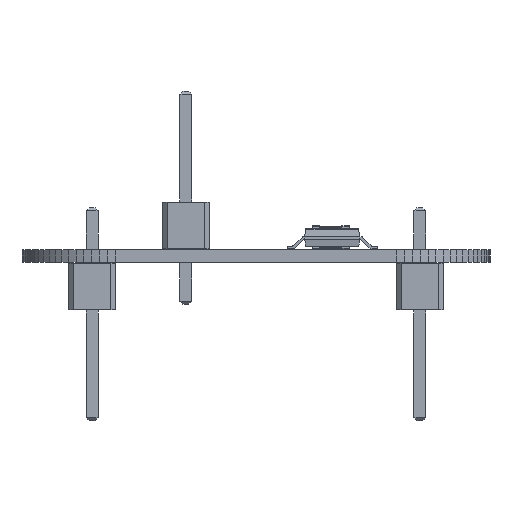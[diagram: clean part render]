
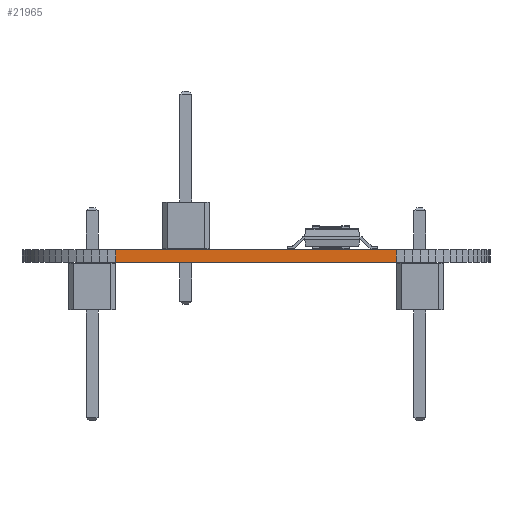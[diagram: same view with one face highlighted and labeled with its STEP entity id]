
A CAD part, front view. The second image highlights one B-rep face of the part: STEP entity #21965.
In plain terms, the highlighted planar face has unit normal (0, -1, 0).
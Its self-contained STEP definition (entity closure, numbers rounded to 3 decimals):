
#15579 = PLANE('',#15580);
#15580 = AXIS2_PLACEMENT_3D('',#15581,#15582,#15583);
#15581 = CARTESIAN_POINT('',(8.89,-2.54,0.68));
#15582 = DIRECTION('',(-0.,-0.,-1.));
#15583 = DIRECTION('',(-1.,0.,0.));
#15633 = PLANE('',#15634);
#15634 = AXIS2_PLACEMENT_3D('',#15635,#15636,#15637);
#15635 = CARTESIAN_POINT('',(8.89,-2.54,0.));
#15636 = DIRECTION('',(-0.,-0.,-1.));
#15637 = DIRECTION('',(-1.,0.,0.));
#16722 = VERTEX_POINT('',#16723);
#16723 = CARTESIAN_POINT('',(16.51,-10.16,0.));
#16737 = PLANE('',#16738);
#16738 = AXIS2_PLACEMENT_3D('',#16739,#16740,#16741);
#16739 = CARTESIAN_POINT('',(16.953,-10.141,0.));
#16740 = DIRECTION('',(0.044,-0.999,0.));
#16741 = DIRECTION('',(-0.999,-0.044,0.));
#16749 = EDGE_CURVE('',#16722,#16750,#16752,.T.);
#16750 = VERTEX_POINT('',#16751);
#16751 = CARTESIAN_POINT('',(1.27,-10.16,0.));
#16752 = SURFACE_CURVE('',#16753,(#16757,#16764),.PCURVE_S1.);
#16753 = LINE('',#16754,#16755);
#16754 = CARTESIAN_POINT('',(16.51,-10.16,0.));
#16755 = VECTOR('',#16756,1.);
#16756 = DIRECTION('',(-1.,0.,0.));
#16757 = PCURVE('',#15633,#16758);
#16758 = DEFINITIONAL_REPRESENTATION('',(#16759),#16763);
#16759 = LINE('',#16760,#16761);
#16760 = CARTESIAN_POINT('',(-7.62,-7.62));
#16761 = VECTOR('',#16762,1.);
#16762 = DIRECTION('',(1.,0.));
#16763 = ( GEOMETRIC_REPRESENTATION_CONTEXT(2) 
PARAMETRIC_REPRESENTATION_CONTEXT() REPRESENTATION_CONTEXT('2D SPACE',''
  ) );
#16764 = PCURVE('',#16765,#16770);
#16765 = PLANE('',#16766);
#16766 = AXIS2_PLACEMENT_3D('',#16767,#16768,#16769);
#16767 = CARTESIAN_POINT('',(16.51,-10.16,0.));
#16768 = DIRECTION('',(0.,-1.,0.));
#16769 = DIRECTION('',(-1.,0.,0.));
#16770 = DEFINITIONAL_REPRESENTATION('',(#16771),#16775);
#16771 = LINE('',#16772,#16773);
#16772 = CARTESIAN_POINT('',(0.,0.));
#16773 = VECTOR('',#16774,1.);
#16774 = DIRECTION('',(1.,0.));
#16775 = ( GEOMETRIC_REPRESENTATION_CONTEXT(2) 
PARAMETRIC_REPRESENTATION_CONTEXT() REPRESENTATION_CONTEXT('2D SPACE',''
  ) );
#16793 = PLANE('',#16794);
#16794 = AXIS2_PLACEMENT_3D('',#16795,#16796,#16797);
#16795 = CARTESIAN_POINT('',(1.27,-10.16,0.));
#16796 = DIRECTION('',(-0.044,-0.999,0.));
#16797 = DIRECTION('',(-0.999,0.044,0.));
#18915 = VERTEX_POINT('',#18916);
#18916 = CARTESIAN_POINT('',(16.51,-10.16,0.68));
#18937 = EDGE_CURVE('',#18915,#18938,#18940,.T.);
#18938 = VERTEX_POINT('',#18939);
#18939 = CARTESIAN_POINT('',(1.27,-10.16,0.68));
#18940 = SURFACE_CURVE('',#18941,(#18945,#18952),.PCURVE_S1.);
#18941 = LINE('',#18942,#18943);
#18942 = CARTESIAN_POINT('',(16.51,-10.16,0.68));
#18943 = VECTOR('',#18944,1.);
#18944 = DIRECTION('',(-1.,0.,0.));
#18945 = PCURVE('',#15579,#18946);
#18946 = DEFINITIONAL_REPRESENTATION('',(#18947),#18951);
#18947 = LINE('',#18948,#18949);
#18948 = CARTESIAN_POINT('',(-7.62,-7.62));
#18949 = VECTOR('',#18950,1.);
#18950 = DIRECTION('',(1.,0.));
#18951 = ( GEOMETRIC_REPRESENTATION_CONTEXT(2) 
PARAMETRIC_REPRESENTATION_CONTEXT() REPRESENTATION_CONTEXT('2D SPACE',''
  ) );
#18952 = PCURVE('',#16765,#18953);
#18953 = DEFINITIONAL_REPRESENTATION('',(#18954),#18958);
#18954 = LINE('',#18955,#18956);
#18955 = CARTESIAN_POINT('',(0.,-0.68));
#18956 = VECTOR('',#18957,1.);
#18957 = DIRECTION('',(1.,0.));
#18958 = ( GEOMETRIC_REPRESENTATION_CONTEXT(2) 
PARAMETRIC_REPRESENTATION_CONTEXT() REPRESENTATION_CONTEXT('2D SPACE',''
  ) );
#21917 = EDGE_CURVE('',#16722,#18915,#21918,.T.);
#21918 = SURFACE_CURVE('',#21919,(#21923,#21930),.PCURVE_S1.);
#21919 = LINE('',#21920,#21921);
#21920 = CARTESIAN_POINT('',(16.51,-10.16,0.));
#21921 = VECTOR('',#21922,1.);
#21922 = DIRECTION('',(0.,0.,1.));
#21923 = PCURVE('',#16737,#21924);
#21924 = DEFINITIONAL_REPRESENTATION('',(#21925),#21929);
#21925 = LINE('',#21926,#21927);
#21926 = CARTESIAN_POINT('',(0.443,0.));
#21927 = VECTOR('',#21928,1.);
#21928 = DIRECTION('',(0.,-1.));
#21929 = ( GEOMETRIC_REPRESENTATION_CONTEXT(2) 
PARAMETRIC_REPRESENTATION_CONTEXT() REPRESENTATION_CONTEXT('2D SPACE',''
  ) );
#21930 = PCURVE('',#16765,#21931);
#21931 = DEFINITIONAL_REPRESENTATION('',(#21932),#21936);
#21932 = LINE('',#21933,#21934);
#21933 = CARTESIAN_POINT('',(0.,0.));
#21934 = VECTOR('',#21935,1.);
#21935 = DIRECTION('',(0.,-1.));
#21936 = ( GEOMETRIC_REPRESENTATION_CONTEXT(2) 
PARAMETRIC_REPRESENTATION_CONTEXT() REPRESENTATION_CONTEXT('2D SPACE',''
  ) );
#21965 = ADVANCED_FACE('',(#21966),#16765,.T.);
#21966 = FACE_BOUND('',#21967,.T.);
#21967 = EDGE_LOOP('',(#21968,#21969,#21970,#21991));
#21968 = ORIENTED_EDGE('',*,*,#21917,.T.);
#21969 = ORIENTED_EDGE('',*,*,#18937,.T.);
#21970 = ORIENTED_EDGE('',*,*,#21971,.F.);
#21971 = EDGE_CURVE('',#16750,#18938,#21972,.T.);
#21972 = SURFACE_CURVE('',#21973,(#21977,#21984),.PCURVE_S1.);
#21973 = LINE('',#21974,#21975);
#21974 = CARTESIAN_POINT('',(1.27,-10.16,0.));
#21975 = VECTOR('',#21976,1.);
#21976 = DIRECTION('',(0.,0.,1.));
#21977 = PCURVE('',#16765,#21978);
#21978 = DEFINITIONAL_REPRESENTATION('',(#21979),#21983);
#21979 = LINE('',#21980,#21981);
#21980 = CARTESIAN_POINT('',(15.24,0.));
#21981 = VECTOR('',#21982,1.);
#21982 = DIRECTION('',(0.,-1.));
#21983 = ( GEOMETRIC_REPRESENTATION_CONTEXT(2) 
PARAMETRIC_REPRESENTATION_CONTEXT() REPRESENTATION_CONTEXT('2D SPACE',''
  ) );
#21984 = PCURVE('',#16793,#21985);
#21985 = DEFINITIONAL_REPRESENTATION('',(#21986),#21990);
#21986 = LINE('',#21987,#21988);
#21987 = CARTESIAN_POINT('',(0.,0.));
#21988 = VECTOR('',#21989,1.);
#21989 = DIRECTION('',(0.,-1.));
#21990 = ( GEOMETRIC_REPRESENTATION_CONTEXT(2) 
PARAMETRIC_REPRESENTATION_CONTEXT() REPRESENTATION_CONTEXT('2D SPACE',''
  ) );
#21991 = ORIENTED_EDGE('',*,*,#16749,.F.);
